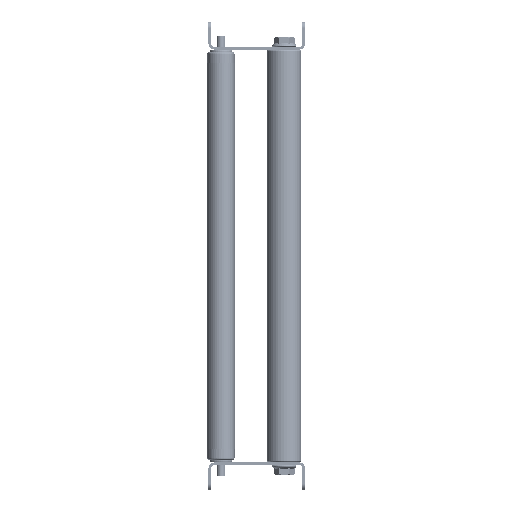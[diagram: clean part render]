
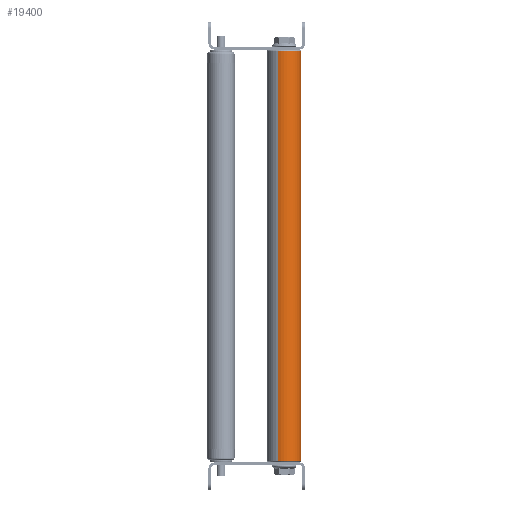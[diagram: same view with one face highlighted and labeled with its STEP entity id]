
A CAD part, left-side view. The second image highlights one B-rep face of the part: STEP entity #19400.
In plain terms, the highlighted cylindrical face has radius 12.5 mm (diameter 25 mm), a partial arc.
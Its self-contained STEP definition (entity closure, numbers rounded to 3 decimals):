
#94 = CARTESIAN_POINT ( 'NONE',  ( 299., 0., -12.5 ) ) ;
#1391 = CARTESIAN_POINT ( 'NONE',  ( 299., 0., 12.5 ) ) ;
#2081 = CARTESIAN_POINT ( 'NONE',  ( 1., 0., 12.5 ) ) ;
#2215 = DIRECTION ( 'NONE',  ( 1., 0., 0. ) ) ;
#2392 = ORIENTED_EDGE ( 'NONE', *, *, #26071, .T. ) ;
#4161 = DIRECTION ( 'NONE',  ( -1., 0., 0. ) ) ;
#4478 = DIRECTION ( 'NONE',  ( 0., 0., -1. ) ) ;
#5276 = CIRCLE ( 'NONE', #5708, 12.5 ) ;
#5632 = LINE ( 'NONE', #17928, #20636 ) ;
#5687 = ORIENTED_EDGE ( 'NONE', *, *, #12203, .F. ) ;
#5708 = AXIS2_PLACEMENT_3D ( 'NONE', #6022, #4161, #20319 ) ;
#5929 = FACE_OUTER_BOUND ( 'NONE', #19298, .T. ) ;
#6022 = CARTESIAN_POINT ( 'NONE',  ( 299., 0., 0. ) ) ;
#9806 = VECTOR ( 'NONE', #19892, 1000. ) ;
#10584 = VERTEX_POINT ( 'NONE', #20739 ) ;
#11686 = LINE ( 'NONE', #11812, #9806 ) ;
#11750 = CYLINDRICAL_SURFACE ( 'NONE', #21937, 12.5 ) ;
#11812 = CARTESIAN_POINT ( 'NONE',  ( 300., 0., 12.5 ) ) ;
#12203 = EDGE_CURVE ( 'NONE', #13395, #19449, #11686, .T. ) ;
#13395 = VERTEX_POINT ( 'NONE', #1391 ) ;
#14380 = EDGE_CURVE ( 'NONE', #13395, #24635, #5276, .T. ) ;
#14597 = ORIENTED_EDGE ( 'NONE', *, *, #14380, .T. ) ;
#15952 = CIRCLE ( 'NONE', #24867, 12.5 ) ;
#16777 = CARTESIAN_POINT ( 'NONE',  ( 1., 0., 0. ) ) ;
#17928 = CARTESIAN_POINT ( 'NONE',  ( 300., 0., -12.5 ) ) ;
#18100 = CARTESIAN_POINT ( 'NONE',  ( 300., 0., 0. ) ) ;
#18598 = EDGE_CURVE ( 'NONE', #24635, #10584, #5632, .T. ) ;
#19298 = EDGE_LOOP ( 'NONE', ( #14597, #24451, #2392, #5687 ) ) ;
#19400 = ADVANCED_FACE ( 'NONE', ( #5929 ), #11750, .T. ) ;
#19449 = VERTEX_POINT ( 'NONE', #2081 ) ;
#19836 = DIRECTION ( 'NONE',  ( -1., 0., 0. ) ) ;
#19892 = DIRECTION ( 'NONE',  ( -1., 0., 0. ) ) ;
#20050 = DIRECTION ( 'NONE',  ( -1., 0., 0. ) ) ;
#20319 = DIRECTION ( 'NONE',  ( 0., 0., -1. ) ) ;
#20636 = VECTOR ( 'NONE', #20050, 1000. ) ;
#20739 = CARTESIAN_POINT ( 'NONE',  ( 1., 0., -12.5 ) ) ;
#21937 = AXIS2_PLACEMENT_3D ( 'NONE', #18100, #19836, #24221 ) ;
#24221 = DIRECTION ( 'NONE',  ( 0., 0., 1. ) ) ;
#24451 = ORIENTED_EDGE ( 'NONE', *, *, #18598, .T. ) ;
#24635 = VERTEX_POINT ( 'NONE', #94 ) ;
#24867 = AXIS2_PLACEMENT_3D ( 'NONE', #16777, #2215, #4478 ) ;
#26071 = EDGE_CURVE ( 'NONE', #10584, #19449, #15952, .T. ) ;
